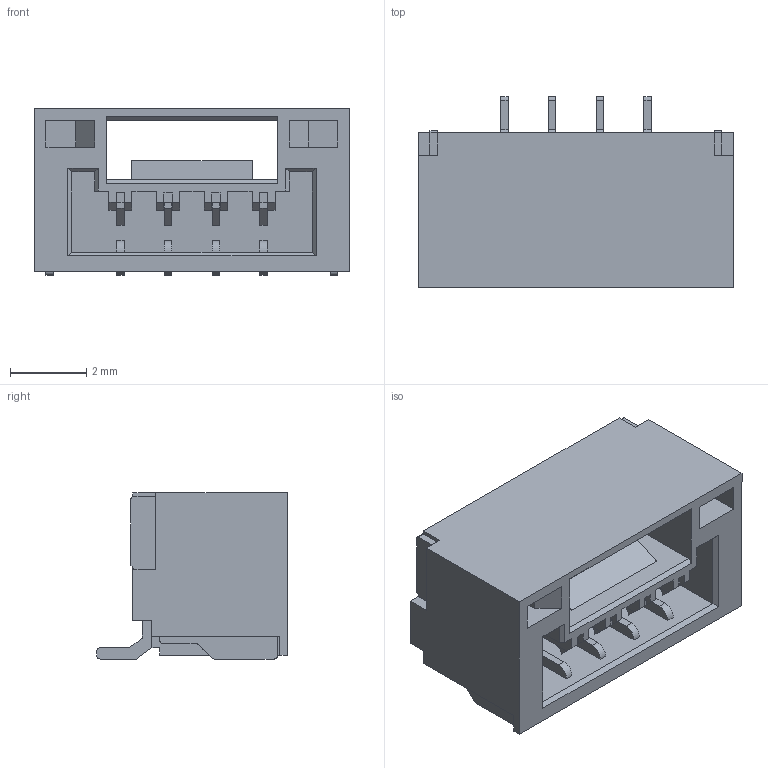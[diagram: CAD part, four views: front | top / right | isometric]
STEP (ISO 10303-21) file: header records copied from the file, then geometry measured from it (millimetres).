
FILE_DESCRIPTION (( 'STEP AP214' ), '1' );
FILE_NAME ('CONN-SMD_4P-P1.25_XUNPU_WAFER-GH1.25-4PWB.step', '2022-07-29T13:48:57', ( '' ), ( '' ), 'SwSTEP 2.0', 'SolidWorks 2020', '' );
FILE_SCHEMA (( 'AUTOMOTIVE_DESIGN' ));
Length unit declared in the file: millimetre
Products named in the file (1): CONN-SMD_4P-P1.25_XUNPU_WAFER-GH1.25-4PWB
Bounding box: 8.25 x 5 x 4.35 mm (x, y, z)
Volume: 82.9 mm3; surface area: 312.7 mm2
Topology: 14 solids, 14 shells, 521 faces, 1408 edges, 930 vertices
Faces by surface type: plane 383, bspline 112, cylinder 26
Entity records: 22621 total; most frequent: CARTESIAN_POINT 4964, ORIENTED_EDGE 2816, DIRECTION 2052, EDGE_CURVE 1408, VECTOR 1128, LINE 1128, VERTEX_POINT 930, EDGE_LOOP 550
